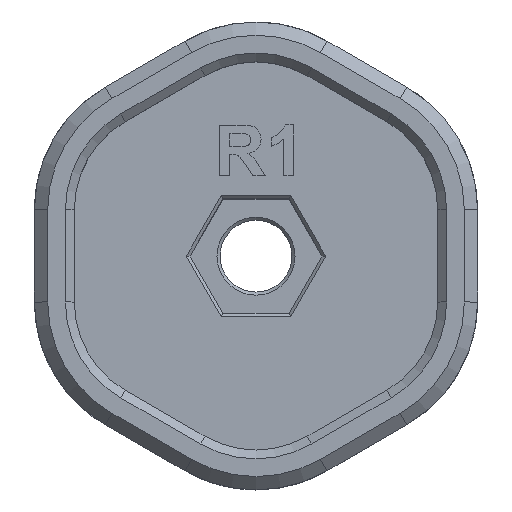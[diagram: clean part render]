
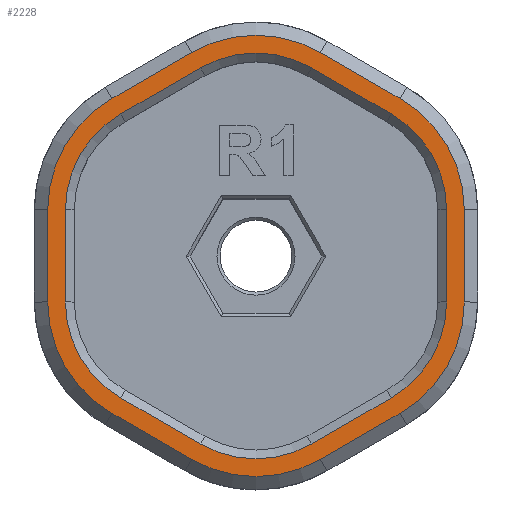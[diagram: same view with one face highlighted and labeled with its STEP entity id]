
A CAD part, top view. The second image highlights one B-rep face of the part: STEP entity #2228.
In plain terms, the highlighted planar face has unit normal (0, 0, 1).
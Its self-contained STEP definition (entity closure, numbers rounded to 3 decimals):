
#84=CIRCLE('',#2373,14.5);
#85=CIRCLE('',#2374,14.5);
#86=CIRCLE('',#2375,14.5);
#87=CIRCLE('',#2376,14.5);
#88=CIRCLE('',#2377,14.5);
#89=CIRCLE('',#2378,14.5);
#90=CIRCLE('',#2379,12.5);
#91=CIRCLE('',#2380,12.5);
#92=CIRCLE('',#2381,12.5);
#93=CIRCLE('',#2382,12.5);
#94=CIRCLE('',#2383,12.5);
#95=CIRCLE('',#2384,12.5);
#131=FACE_BOUND('',#456,.T.);
#310=FACE_OUTER_BOUND('',#455,.T.);
#455=EDGE_LOOP('',(#1710,#1711,#1712,#1713,#1714,#1715,#1716,#1717,#1718,
#1719,#1720,#1721));
#456=EDGE_LOOP('',(#1722,#1723,#1724,#1725,#1726,#1727,#1728,#1729,#1730,
#1731,#1732,#1733));
#638=LINE('',#4575,#816);
#639=LINE('',#4579,#817);
#640=LINE('',#4583,#818);
#641=LINE('',#4587,#819);
#642=LINE('',#4591,#820);
#643=LINE('',#4594,#821);
#644=LINE('',#4597,#822);
#645=LINE('',#4601,#823);
#646=LINE('',#4605,#824);
#647=LINE('',#4609,#825);
#648=LINE('',#4613,#826);
#649=LINE('',#4617,#827);
#816=VECTOR('',#2641,1000.);
#817=VECTOR('',#2644,1000.);
#818=VECTOR('',#2647,1000.);
#819=VECTOR('',#2650,1000.);
#820=VECTOR('',#2653,1000.);
#821=VECTOR('',#2656,1000.);
#822=VECTOR('',#2657,1000.);
#823=VECTOR('',#2660,1000.);
#824=VECTOR('',#2663,1000.);
#825=VECTOR('',#2666,1000.);
#826=VECTOR('',#2669,1000.);
#827=VECTOR('',#2672,1000.);
#1017=VERTEX_POINT('',#4571);
#1018=VERTEX_POINT('',#4572);
#1019=VERTEX_POINT('',#4574);
#1020=VERTEX_POINT('',#4576);
#1021=VERTEX_POINT('',#4578);
#1022=VERTEX_POINT('',#4580);
#1023=VERTEX_POINT('',#4582);
#1024=VERTEX_POINT('',#4584);
#1025=VERTEX_POINT('',#4586);
#1026=VERTEX_POINT('',#4588);
#1027=VERTEX_POINT('',#4590);
#1028=VERTEX_POINT('',#4592);
#1029=VERTEX_POINT('',#4595);
#1030=VERTEX_POINT('',#4596);
#1031=VERTEX_POINT('',#4598);
#1032=VERTEX_POINT('',#4600);
#1033=VERTEX_POINT('',#4602);
#1034=VERTEX_POINT('',#4604);
#1035=VERTEX_POINT('',#4606);
#1036=VERTEX_POINT('',#4608);
#1037=VERTEX_POINT('',#4610);
#1038=VERTEX_POINT('',#4612);
#1039=VERTEX_POINT('',#4614);
#1040=VERTEX_POINT('',#4616);
#1261=EDGE_CURVE('',#1017,#1018,#84,.T.);
#1262=EDGE_CURVE('',#1018,#1019,#638,.T.);
#1263=EDGE_CURVE('',#1019,#1020,#85,.T.);
#1264=EDGE_CURVE('',#1020,#1021,#639,.T.);
#1265=EDGE_CURVE('',#1021,#1022,#86,.T.);
#1266=EDGE_CURVE('',#1022,#1023,#640,.T.);
#1267=EDGE_CURVE('',#1023,#1024,#87,.T.);
#1268=EDGE_CURVE('',#1024,#1025,#641,.T.);
#1269=EDGE_CURVE('',#1025,#1026,#88,.T.);
#1270=EDGE_CURVE('',#1026,#1027,#642,.T.);
#1271=EDGE_CURVE('',#1027,#1028,#89,.T.);
#1272=EDGE_CURVE('',#1028,#1017,#643,.T.);
#1273=EDGE_CURVE('',#1029,#1030,#644,.T.);
#1274=EDGE_CURVE('',#1030,#1031,#90,.F.);
#1275=EDGE_CURVE('',#1031,#1032,#645,.T.);
#1276=EDGE_CURVE('',#1032,#1033,#91,.F.);
#1277=EDGE_CURVE('',#1033,#1034,#646,.T.);
#1278=EDGE_CURVE('',#1034,#1035,#92,.F.);
#1279=EDGE_CURVE('',#1035,#1036,#647,.T.);
#1280=EDGE_CURVE('',#1036,#1037,#93,.F.);
#1281=EDGE_CURVE('',#1037,#1038,#648,.T.);
#1282=EDGE_CURVE('',#1038,#1039,#94,.F.);
#1283=EDGE_CURVE('',#1039,#1040,#649,.T.);
#1284=EDGE_CURVE('',#1040,#1029,#95,.F.);
#1710=ORIENTED_EDGE('',*,*,#1261,.T.);
#1711=ORIENTED_EDGE('',*,*,#1262,.T.);
#1712=ORIENTED_EDGE('',*,*,#1263,.T.);
#1713=ORIENTED_EDGE('',*,*,#1264,.T.);
#1714=ORIENTED_EDGE('',*,*,#1265,.T.);
#1715=ORIENTED_EDGE('',*,*,#1266,.T.);
#1716=ORIENTED_EDGE('',*,*,#1267,.T.);
#1717=ORIENTED_EDGE('',*,*,#1268,.T.);
#1718=ORIENTED_EDGE('',*,*,#1269,.T.);
#1719=ORIENTED_EDGE('',*,*,#1270,.T.);
#1720=ORIENTED_EDGE('',*,*,#1271,.T.);
#1721=ORIENTED_EDGE('',*,*,#1272,.T.);
#1722=ORIENTED_EDGE('',*,*,#1273,.T.);
#1723=ORIENTED_EDGE('',*,*,#1274,.T.);
#1724=ORIENTED_EDGE('',*,*,#1275,.T.);
#1725=ORIENTED_EDGE('',*,*,#1276,.T.);
#1726=ORIENTED_EDGE('',*,*,#1277,.T.);
#1727=ORIENTED_EDGE('',*,*,#1278,.T.);
#1728=ORIENTED_EDGE('',*,*,#1279,.T.);
#1729=ORIENTED_EDGE('',*,*,#1280,.T.);
#1730=ORIENTED_EDGE('',*,*,#1281,.T.);
#1731=ORIENTED_EDGE('',*,*,#1282,.T.);
#1732=ORIENTED_EDGE('',*,*,#1283,.T.);
#1733=ORIENTED_EDGE('',*,*,#1284,.T.);
#2143=PLANE('',#2372);
#2228=ADVANCED_FACE('',(#310,#131),#2143,.T.);
#2372=AXIS2_PLACEMENT_3D('',#4570,#2637,#2638);
#2373=AXIS2_PLACEMENT_3D('',#4573,#2639,#2640);
#2374=AXIS2_PLACEMENT_3D('',#4577,#2642,#2643);
#2375=AXIS2_PLACEMENT_3D('',#4581,#2645,#2646);
#2376=AXIS2_PLACEMENT_3D('',#4585,#2648,#2649);
#2377=AXIS2_PLACEMENT_3D('',#4589,#2651,#2652);
#2378=AXIS2_PLACEMENT_3D('',#4593,#2654,#2655);
#2379=AXIS2_PLACEMENT_3D('',#4599,#2658,#2659);
#2380=AXIS2_PLACEMENT_3D('',#4603,#2661,#2662);
#2381=AXIS2_PLACEMENT_3D('',#4607,#2664,#2665);
#2382=AXIS2_PLACEMENT_3D('',#4611,#2667,#2668);
#2383=AXIS2_PLACEMENT_3D('',#4615,#2670,#2671);
#2384=AXIS2_PLACEMENT_3D('',#4618,#2673,#2674);
#2637=DIRECTION('center_axis',(0.,0.,1.));
#2638=DIRECTION('ref_axis',(1.,0.,0.));
#2639=DIRECTION('center_axis',(0.,0.,1.));
#2640=DIRECTION('ref_axis',(1.,0.,0.));
#2641=DIRECTION('',(0.866,0.5,0.));
#2642=DIRECTION('center_axis',(0.,0.,1.));
#2643=DIRECTION('ref_axis',(1.,0.,0.));
#2644=DIRECTION('',(0.,1.,0.));
#2645=DIRECTION('center_axis',(0.,0.,1.));
#2646=DIRECTION('ref_axis',(1.,0.,0.));
#2647=DIRECTION('',(-0.866,0.5,0.));
#2648=DIRECTION('center_axis',(0.,0.,1.));
#2649=DIRECTION('ref_axis',(1.,0.,0.));
#2650=DIRECTION('',(-0.866,-0.5,0.));
#2651=DIRECTION('center_axis',(0.,0.,1.));
#2652=DIRECTION('ref_axis',(1.,0.,0.));
#2653=DIRECTION('',(0.,-1.,0.));
#2654=DIRECTION('center_axis',(0.,0.,1.));
#2655=DIRECTION('ref_axis',(1.,0.,0.));
#2656=DIRECTION('',(0.866,-0.5,0.));
#2657=DIRECTION('',(0.,-1.,0.));
#2658=DIRECTION('center_axis',(0.,0.,1.));
#2659=DIRECTION('ref_axis',(1.,0.,0.));
#2660=DIRECTION('',(-0.866,-0.5,0.));
#2661=DIRECTION('center_axis',(0.,0.,1.));
#2662=DIRECTION('ref_axis',(1.,0.,0.));
#2663=DIRECTION('',(-0.866,0.5,0.));
#2664=DIRECTION('center_axis',(0.,0.,1.));
#2665=DIRECTION('ref_axis',(1.,0.,0.));
#2666=DIRECTION('',(0.,1.,0.));
#2667=DIRECTION('center_axis',(0.,0.,1.));
#2668=DIRECTION('ref_axis',(1.,0.,0.));
#2669=DIRECTION('',(0.866,0.5,0.));
#2670=DIRECTION('center_axis',(0.,0.,1.));
#2671=DIRECTION('ref_axis',(1.,0.,0.));
#2672=DIRECTION('',(0.866,-0.5,0.));
#2673=DIRECTION('center_axis',(0.,0.,1.));
#2674=DIRECTION('ref_axis',(1.,0.,0.));
#4570=CARTESIAN_POINT('Origin',(0.,0.,13.));
#4571=CARTESIAN_POINT('',(-7.25,-22.95,13.));
#4572=CARTESIAN_POINT('',(7.25,-22.95,13.));
#4573=CARTESIAN_POINT('Origin',(0.,-10.392,
13.));
#4574=CARTESIAN_POINT('',(16.25,-17.754,13.));
#4575=CARTESIAN_POINT('',(16.25,-17.754,13.));
#4576=CARTESIAN_POINT('',(23.5,-5.196,13.));
#4577=CARTESIAN_POINT('Origin',(9.,-5.196,13.));
#4578=CARTESIAN_POINT('',(23.5,5.196,13.));
#4579=CARTESIAN_POINT('',(23.5,5.196,13.));
#4580=CARTESIAN_POINT('',(16.25,17.754,13.));
#4581=CARTESIAN_POINT('Origin',(9.,5.196,13.));
#4582=CARTESIAN_POINT('',(7.25,22.95,13.));
#4583=CARTESIAN_POINT('',(7.25,22.95,13.));
#4584=CARTESIAN_POINT('',(-7.25,22.95,13.));
#4585=CARTESIAN_POINT('Origin',(0.,10.392,13.));
#4586=CARTESIAN_POINT('',(-16.25,17.754,13.));
#4587=CARTESIAN_POINT('',(-16.25,17.754,13.));
#4588=CARTESIAN_POINT('',(-23.5,5.196,13.));
#4589=CARTESIAN_POINT('Origin',(-9.,5.196,13.));
#4590=CARTESIAN_POINT('',(-23.5,-5.196,13.));
#4591=CARTESIAN_POINT('',(-23.5,-5.196,13.));
#4592=CARTESIAN_POINT('',(-16.25,-17.754,13.));
#4593=CARTESIAN_POINT('Origin',(-9.,-5.196,13.));
#4594=CARTESIAN_POINT('',(-7.25,-22.95,13.));
#4595=CARTESIAN_POINT('',(21.5,5.196,13.));
#4596=CARTESIAN_POINT('',(21.5,-5.196,13.));
#4597=CARTESIAN_POINT('',(21.5,-5.196,13.));
#4598=CARTESIAN_POINT('',(15.25,-16.021,13.));
#4599=CARTESIAN_POINT('Origin',(9.,-5.196,13.));
#4600=CARTESIAN_POINT('',(6.25,-21.218,13.));
#4601=CARTESIAN_POINT('',(6.25,-21.218,13.));
#4602=CARTESIAN_POINT('',(-6.25,-21.218,13.));
#4603=CARTESIAN_POINT('Origin',(0.,-10.392,
13.));
#4604=CARTESIAN_POINT('',(-15.25,-16.021,13.));
#4605=CARTESIAN_POINT('',(-15.25,-16.021,13.));
#4606=CARTESIAN_POINT('',(-21.5,-5.196,13.));
#4607=CARTESIAN_POINT('Origin',(-9.,-5.196,13.));
#4608=CARTESIAN_POINT('',(-21.5,5.196,13.));
#4609=CARTESIAN_POINT('',(-21.5,5.196,13.));
#4610=CARTESIAN_POINT('',(-15.25,16.021,13.));
#4611=CARTESIAN_POINT('Origin',(-9.,5.196,13.));
#4612=CARTESIAN_POINT('',(-6.25,21.218,13.));
#4613=CARTESIAN_POINT('',(-6.25,21.218,13.));
#4614=CARTESIAN_POINT('',(6.25,21.218,13.));
#4615=CARTESIAN_POINT('Origin',(0.,10.392,13.));
#4616=CARTESIAN_POINT('',(15.25,16.021,13.));
#4617=CARTESIAN_POINT('',(15.25,16.021,13.));
#4618=CARTESIAN_POINT('Origin',(9.,5.196,13.));
